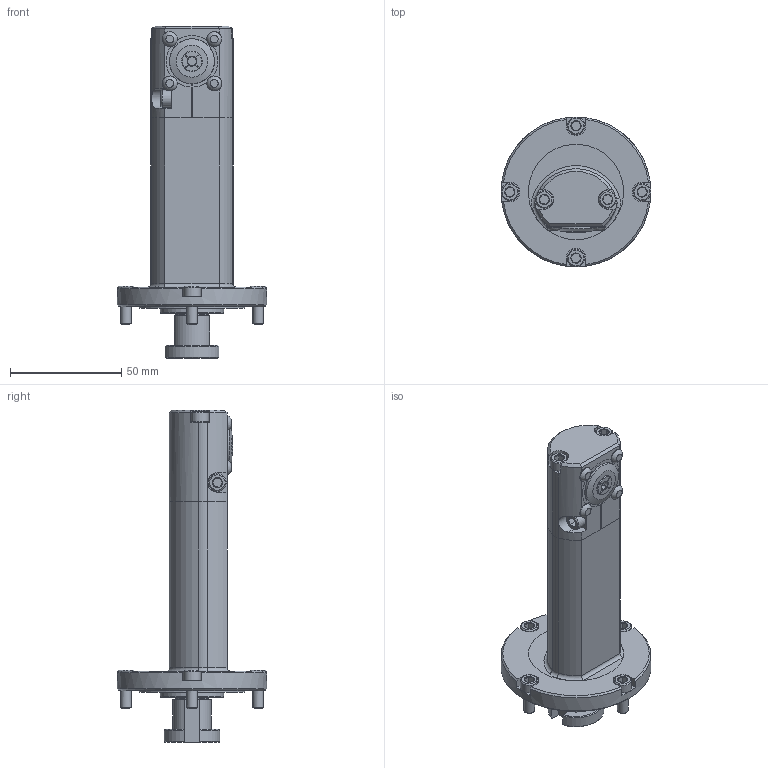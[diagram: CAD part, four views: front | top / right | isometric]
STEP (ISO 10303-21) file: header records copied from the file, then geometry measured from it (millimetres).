
FILE_DESCRIPTION (( 'STEP AP203' ), '1' );
FILE_NAME ('2DSTEL-D.STEP', '2015-06-19T23:58:41', ( '' ), ( '' ), 'SwSTEP 2.0', 'SolidWorks 2014', '' );
FILE_SCHEMA (( 'CONFIG_CONTROL_DESIGN' ));
Length unit declared in the file: inch
Products named in the file (1): 2DSTEL-D
Bounding box: 67.44 x 67.44 x 149.35 mm (x, y, z)
Volume: 131280.7 mm3; surface area: 25138.2 mm2
Topology: 1 solids, 1 shells, 285 faces, 638 edges, 386 vertices
Faces by surface type: plane 135, cone 82, cylinder 57, torus 7, sphere 4
Full cylindrical faces by diameter (mm): 4.826 x4, 6.655 x4, 7.925 x7, 15.062 x1, 20.193 x1, 28.575 x1, 47.625 x1, 67.437 x1
Entity records: 8020 total; most frequent: CARTESIAN_POINT 1895, DIRECTION 1296, ORIENTED_EDGE 1158, EDGE_CURVE 579, AXIS2_PLACEMENT_3D 521, VERTEX_POINT 369, EDGE_LOOP 358, FACE_OUTER_BOUND 310
